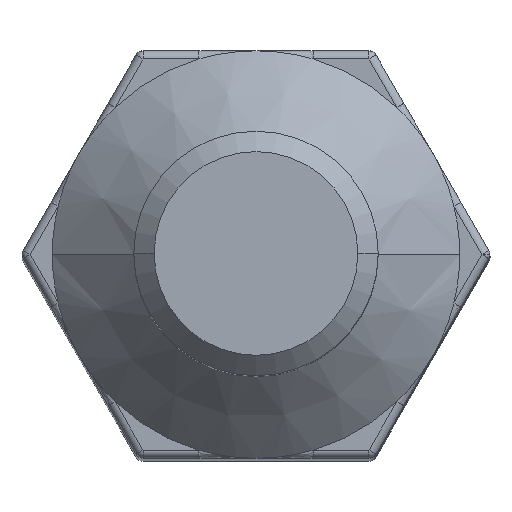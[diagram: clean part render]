
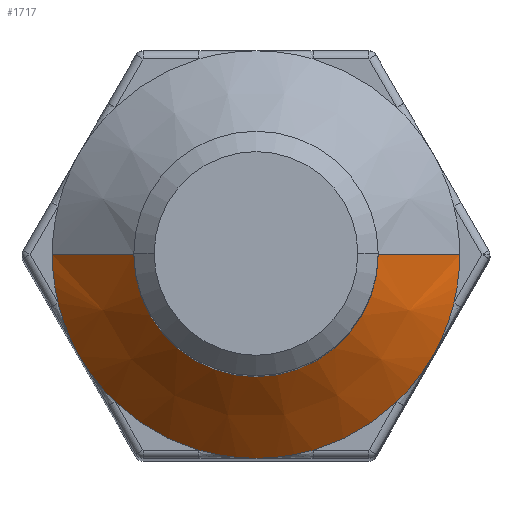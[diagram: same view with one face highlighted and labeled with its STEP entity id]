
A CAD part, top view. The second image highlights one B-rep face of the part: STEP entity #1717.
In plain terms, the highlighted conical face has half-angle 45 degrees and reference radius 1.5 mm.
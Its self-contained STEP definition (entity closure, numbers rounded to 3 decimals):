
#27 = CARTESIAN_POINT ( 'NONE',  ( 0., 0., 0. ) ) ;
#49 = DIRECTION ( 'NONE',  ( 1., 0., 0. ) ) ;
#99 = CARTESIAN_POINT ( 'NONE',  ( 1.5, 0., 1. ) ) ;
#128 = ORIENTED_EDGE ( 'NONE', *, *, #994, .T. ) ;
#133 = ORIENTED_EDGE ( 'NONE', *, *, #391, .T. ) ;
#135 = ORIENTED_EDGE ( 'NONE', *, *, #980, .T. ) ;
#165 = VERTEX_POINT ( 'NONE', #2138 ) ;
#200 = DIRECTION ( 'NONE',  ( 1., 0., 0. ) ) ;
#215 = ORIENTED_EDGE ( 'NONE', *, *, #930, .T. ) ;
#216 = CARTESIAN_POINT ( 'NONE',  ( 0., 0., 1. ) ) ;
#294 = DIRECTION ( 'NONE',  ( 0., 0., 1. ) ) ;
#308 = EDGE_CURVE ( 'NONE', #1119, #562, #2012, .T. ) ;
#355 = VERTEX_POINT ( 'NONE', #2187 ) ;
#370 = DIRECTION ( 'NONE',  ( 0., 0., -1. ) ) ;
#373 = CARTESIAN_POINT ( 'NONE',  ( 0., 0., 0. ) ) ;
#377 = CARTESIAN_POINT ( 'NONE',  ( 0., 0., 0. ) ) ;
#382 = CARTESIAN_POINT ( 'NONE',  ( -2.5, 0., 0. ) ) ;
#387 = AXIS2_PLACEMENT_3D ( 'NONE', #216, #370, #1199 ) ;
#391 = EDGE_CURVE ( 'NONE', #165, #925, #2258, .T. ) ;
#448 = VERTEX_POINT ( 'NONE', #382 ) ;
#500 = CARTESIAN_POINT ( 'NONE',  ( 0., 0., 0. ) ) ;
#519 = DIRECTION ( 'NONE',  ( 1., 0., 0. ) ) ;
#521 = DIRECTION ( 'NONE',  ( 1., 0., 0. ) ) ;
#529 = CARTESIAN_POINT ( 'NONE',  ( 2.5, 0., 0. ) ) ;
#530 = EDGE_CURVE ( 'NONE', #1414, #560, #2136, .T. ) ;
#533 = CARTESIAN_POINT ( 'NONE',  ( -0.7, -2.4, 0. ) ) ;
#544 = VERTEX_POINT ( 'NONE', #1834 ) ;
#546 = EDGE_CURVE ( 'NONE', #1081, #1060, #1160, .T. ) ;
#560 = VERTEX_POINT ( 'NONE', #529 ) ;
#562 = VERTEX_POINT ( 'NONE', #1016 ) ;
#605 = DIRECTION ( 'NONE',  ( -1., 0., 0. ) ) ;
#610 = DIRECTION ( 'NONE',  ( 0., 0., -1. ) ) ;
#621 = CARTESIAN_POINT ( 'NONE',  ( 0., 0., 1. ) ) ;
#666 = VERTEX_POINT ( 'NONE', #1286 ) ;
#672 = DIRECTION ( 'NONE',  ( 1., 0., 0. ) ) ;
#685 = EDGE_CURVE ( 'NONE', #963, #666, #2283, .T. ) ;
#765 = CARTESIAN_POINT ( 'NONE',  ( 2.428, -0.594, 0. ) ) ;
#788 = EDGE_CURVE ( 'NONE', #1060, #963, #1192, .T. ) ;
#848 = CARTESIAN_POINT ( 'NONE',  ( 1.5, 0., 1. ) ) ;
#925 = VERTEX_POINT ( 'NONE', #1789 ) ;
#930 = EDGE_CURVE ( 'NONE', #448, #355, #2235, .T. ) ;
#934 = EDGE_CURVE ( 'NONE', #544, #1081, #2238, .T. ) ;
#954 = CARTESIAN_POINT ( 'NONE',  ( 0., 0., 0. ) ) ;
#963 = VERTEX_POINT ( 'NONE', #1007 ) ;
#980 = EDGE_CURVE ( 'NONE', #666, #165, #2196, .T. ) ;
#994 = EDGE_CURVE ( 'NONE', #925, #1414, #2184, .T. ) ;
#1001 = EDGE_CURVE ( 'NONE', #1119, #560, #2186, .T. ) ;
#1007 = CARTESIAN_POINT ( 'NONE',  ( 0., -2.5, 0. ) ) ;
#1016 = CARTESIAN_POINT ( 'NONE',  ( -1.5, 0., 1. ) ) ;
#1017 = DIRECTION ( 'NONE',  ( 0., 0., 1. ) ) ;
#1021 = DIRECTION ( 'NONE',  ( 1., 0., 0. ) ) ;
#1028 = DIRECTION ( 'NONE',  ( 0., 0., 1. ) ) ;
#1038 = CARTESIAN_POINT ( 'NONE',  ( -1.728, -1.806, 0. ) ) ;
#1043 = CARTESIAN_POINT ( 'NONE',  ( 0., 0., 0. ) ) ;
#1060 = VERTEX_POINT ( 'NONE', #533 ) ;
#1072 = CARTESIAN_POINT ( 'NONE',  ( -1.5, 0., 1. ) ) ;
#1081 = VERTEX_POINT ( 'NONE', #1038 ) ;
#1100 = EDGE_CURVE ( 'NONE', #562, #448, #2102, .T. ) ;
#1119 = VERTEX_POINT ( 'NONE', #99 ) ;
#1137 = DIRECTION ( 'NONE',  ( 1., 0., 0. ) ) ;
#1160 = CIRCLE ( 'NONE', #1762, 2.5 ) ;
#1185 = DIRECTION ( 'NONE',  ( 0., 0., 1. ) ) ;
#1192 = CIRCLE ( 'NONE', #1653, 2.5 ) ;
#1199 = DIRECTION ( 'NONE',  ( -1., 0., 0. ) ) ;
#1206 = DIRECTION ( 'NONE',  ( 0.707, 0., -0.707 ) ) ;
#1227 = AXIS2_PLACEMENT_3D ( 'NONE', #377, #1650, #521 ) ;
#1286 = CARTESIAN_POINT ( 'NONE',  ( 0.7, -2.4, 0. ) ) ;
#1298 = CARTESIAN_POINT ( 'NONE',  ( 0., 0., 0. ) ) ;
#1309 = ORIENTED_EDGE ( 'NONE', *, *, #1001, .F. ) ;
#1315 = ORIENTED_EDGE ( 'NONE', *, *, #308, .T. ) ;
#1320 = ORIENTED_EDGE ( 'NONE', *, *, #1100, .T. ) ;
#1330 = AXIS2_PLACEMENT_3D ( 'NONE', #2170, #1017, #49 ) ;
#1344 = AXIS2_PLACEMENT_3D ( 'NONE', #500, #1802, #672 ) ;
#1345 = ORIENTED_EDGE ( 'NONE', *, *, #1731, .T. ) ;
#1347 = ORIENTED_EDGE ( 'NONE', *, *, #934, .T. ) ;
#1348 = ORIENTED_EDGE ( 'NONE', *, *, #546, .T. ) ;
#1352 = ORIENTED_EDGE ( 'NONE', *, *, #788, .T. ) ;
#1354 = ORIENTED_EDGE ( 'NONE', *, *, #685, .T. ) ;
#1371 = ORIENTED_EDGE ( 'NONE', *, *, #530, .T. ) ;
#1404 = AXIS2_PLACEMENT_3D ( 'NONE', #27, #1185, #200 ) ;
#1414 = VERTEX_POINT ( 'NONE', #765 ) ;
#1464 = DIRECTION ( 'NONE',  ( 1., 0., 0. ) ) ;
#1471 = DIRECTION ( 'NONE',  ( 0., 0., 1. ) ) ;
#1520 = DIRECTION ( 'NONE',  ( 1., 0., 0. ) ) ;
#1605 = CONICAL_SURFACE ( 'NONE', #387, 1.5, 0.785 ) ;
#1614 = CIRCLE ( 'NONE', #2192, 2.5 ) ;
#1636 = FACE_OUTER_BOUND ( 'NONE', #1851, .T. ) ;
#1648 = DIRECTION ( 'NONE',  ( 0., 0., 1. ) ) ;
#1649 = CARTESIAN_POINT ( 'NONE',  ( 0., 0., 0. ) ) ;
#1650 = DIRECTION ( 'NONE',  ( 0., 0., 1. ) ) ;
#1653 = AXIS2_PLACEMENT_3D ( 'NONE', #954, #2276, #1137 ) ;
#1681 = AXIS2_PLACEMENT_3D ( 'NONE', #1298, #294, #1520 ) ;
#1717 = ADVANCED_FACE ( 'NONE', ( #1636 ), #1605, .T. ) ;
#1731 = EDGE_CURVE ( 'NONE', #355, #544, #1614, .T. ) ;
#1755 = DIRECTION ( 'NONE',  ( 0., 0., 1. ) ) ;
#1756 = AXIS2_PLACEMENT_3D ( 'NONE', #1649, #1471, #1464 ) ;
#1762 = AXIS2_PLACEMENT_3D ( 'NONE', #1043, #1028, #1021 ) ;
#1789 = CARTESIAN_POINT ( 'NONE',  ( 2.165, -1.25, 0. ) ) ;
#1795 = AXIS2_PLACEMENT_3D ( 'NONE', #2152, #1755, #2105 ) ;
#1802 = DIRECTION ( 'NONE',  ( 0., 0., 1. ) ) ;
#1814 = AXIS2_PLACEMENT_3D ( 'NONE', #621, #610, #605 ) ;
#1834 = CARTESIAN_POINT ( 'NONE',  ( -2.165, -1.25, 0. ) ) ;
#1851 = EDGE_LOOP ( 'NONE', ( #1309, #1315, #1320, #215, #1345, #1347, #1348, #1352, #1354, #135, #133, #128, #1371 ) ) ;
#2012 = CIRCLE ( 'NONE', #1814, 1.5 ) ;
#2025 = DIRECTION ( 'NONE',  ( -0.707, 0., -0.707 ) ) ;
#2102 = LINE ( 'NONE', #1072, #2113 ) ;
#2105 = DIRECTION ( 'NONE',  ( 1., 0., 0. ) ) ;
#2113 = VECTOR ( 'NONE', #2025, 1000. ) ;
#2136 = CIRCLE ( 'NONE', #1756, 2.5 ) ;
#2138 = CARTESIAN_POINT ( 'NONE',  ( 1.728, -1.806, 0. ) ) ;
#2152 = CARTESIAN_POINT ( 'NONE',  ( 0., 0., 0. ) ) ;
#2170 = CARTESIAN_POINT ( 'NONE',  ( 0., 0., 0. ) ) ;
#2184 = CIRCLE ( 'NONE', #1227, 2.5 ) ;
#2186 = LINE ( 'NONE', #848, #2211 ) ;
#2187 = CARTESIAN_POINT ( 'NONE',  ( -2.428, -0.594, 0. ) ) ;
#2192 = AXIS2_PLACEMENT_3D ( 'NONE', #373, #1648, #519 ) ;
#2196 = CIRCLE ( 'NONE', #1330, 2.5 ) ;
#2211 = VECTOR ( 'NONE', #1206, 1000. ) ;
#2235 = CIRCLE ( 'NONE', #1404, 2.5 ) ;
#2238 = CIRCLE ( 'NONE', #1344, 2.5 ) ;
#2258 = CIRCLE ( 'NONE', #1795, 2.5 ) ;
#2276 = DIRECTION ( 'NONE',  ( 0., 0., 1. ) ) ;
#2283 = CIRCLE ( 'NONE', #1681, 2.5 ) ;
